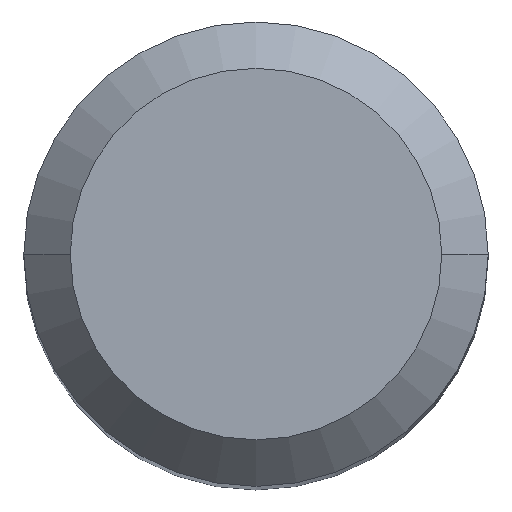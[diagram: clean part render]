
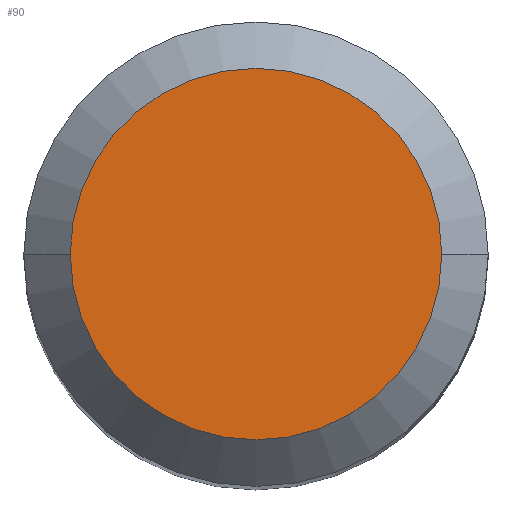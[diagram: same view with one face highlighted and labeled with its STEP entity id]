
A CAD part, top view. The second image highlights one B-rep face of the part: STEP entity #90.
In plain terms, the highlighted planar face has unit normal (0, 0, 1).
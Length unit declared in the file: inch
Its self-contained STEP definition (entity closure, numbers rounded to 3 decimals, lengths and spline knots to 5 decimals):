
#54 = EDGE_CURVE ( 'NONE', #260, #363, #181, .T. ) ;
#58 = CARTESIAN_POINT ( 'NONE',  ( -0.126, 0., 0. ) ) ;
#84 = PLANE ( 'NONE',  #254 ) ;
#86 = CARTESIAN_POINT ( 'NONE',  ( 0., 0., 0. ) ) ;
#90 = ADVANCED_FACE ( 'NONE', ( #265 ), #84, .F. ) ;
#104 = ORIENTED_EDGE ( 'NONE', *, *, #180, .T. ) ;
#145 = EDGE_LOOP ( 'NONE', ( #104, #396 ) ) ;
#150 = CIRCLE ( 'NONE', #379, 0.126 ) ;
#180 = EDGE_CURVE ( 'NONE', #363, #260, #150, .T. ) ;
#181 = CIRCLE ( 'NONE', #444, 0.126 ) ;
#249 = CARTESIAN_POINT ( 'NONE',  ( 0.126, 0., 0. ) ) ;
#254 = AXIS2_PLACEMENT_3D ( 'NONE', #391, #467, #359 ) ;
#260 = VERTEX_POINT ( 'NONE', #249 ) ;
#262 = CARTESIAN_POINT ( 'NONE',  ( 0., 0., 0. ) ) ;
#265 = FACE_OUTER_BOUND ( 'NONE', #145, .T. ) ;
#269 = DIRECTION ( 'NONE',  ( 0., 0., 1. ) ) ;
#320 = DIRECTION ( 'NONE',  ( 0., 0., 1. ) ) ;
#359 = DIRECTION ( 'NONE',  ( -1., 0., 0. ) ) ;
#363 = VERTEX_POINT ( 'NONE', #58 ) ;
#379 = AXIS2_PLACEMENT_3D ( 'NONE', #86, #320, #460 ) ;
#391 = CARTESIAN_POINT ( 'NONE',  ( 0., 0., 0. ) ) ;
#396 = ORIENTED_EDGE ( 'NONE', *, *, #54, .T. ) ;
#418 = DIRECTION ( 'NONE',  ( 1., 0., 0. ) ) ;
#444 = AXIS2_PLACEMENT_3D ( 'NONE', #262, #269, #418 ) ;
#460 = DIRECTION ( 'NONE',  ( 1., 0., 0. ) ) ;
#467 = DIRECTION ( 'NONE',  ( 0., 0., -1. ) ) ;
